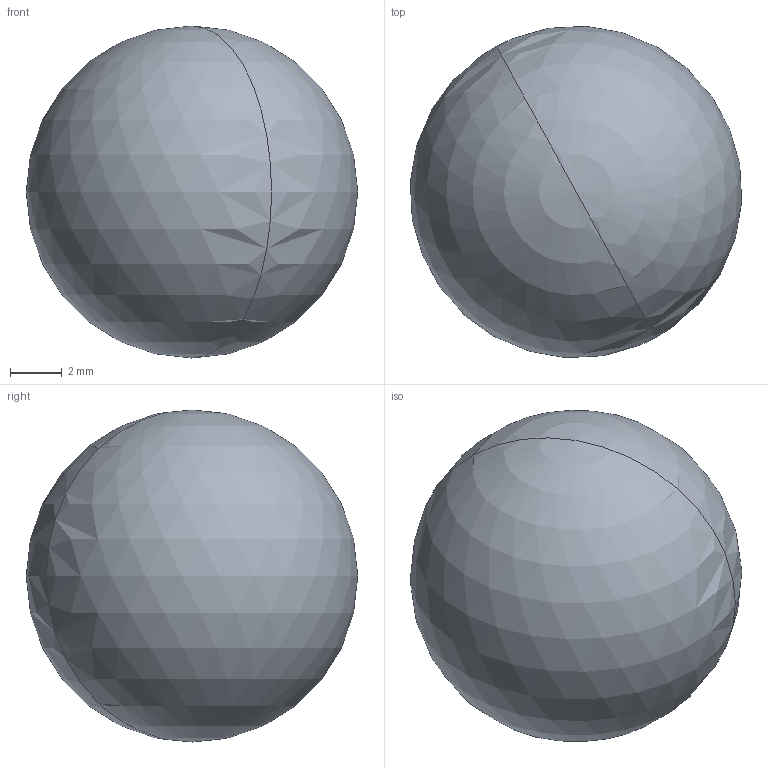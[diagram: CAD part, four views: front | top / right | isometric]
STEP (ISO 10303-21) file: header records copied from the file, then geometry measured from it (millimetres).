
FILE_DESCRIPTION(('CATIA V5 STEP Exchange'),'2;1');
FILE_NAME('sfera.stp','2023-04-13T09:50:20+00:00',('none'),('none'),'CATIA Version 5 Release 21 GA (IN-10)','CATIA V5 STEP AP203','none');
FILE_SCHEMA(('CONFIG_CONTROL_DESIGN'));
Length unit declared in the file: millimetre
Products named in the file (1): sfera
Bounding box: 12.78 x 12.78 x 12.8 mm (x, y, z)
Volume: 1098.1 mm3; surface area: 514.7 mm2
Topology: 1 solids, 1 shells, 2 faces, 6 edges, 2 vertices
Faces by surface type: sphere 2
Entity records: 79 total; most frequent: CARTESIAN_POINT 6, DIRECTION 4, AXIS2_PLACEMENT_3D 4, ORIENTED_EDGE 4, CC_DESIGN_PERSON_AND_ORGANIZATION_ASSIGNMENT 4, PERSON_AND_ORGANIZATION_ROLE 4, ADVANCED_FACE 2, CC_DESIGN_DATE_AND_TIME_ASSIGNMENT 2
